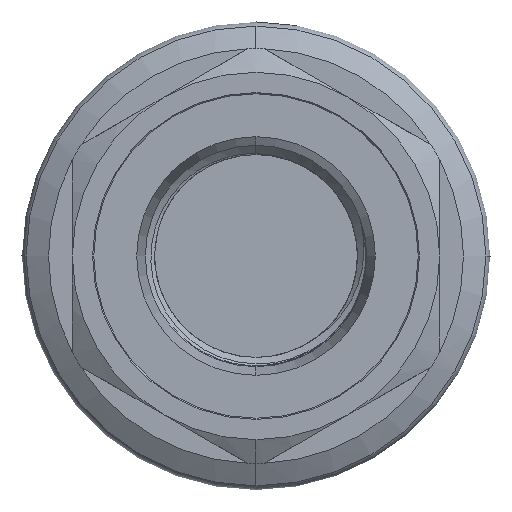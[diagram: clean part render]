
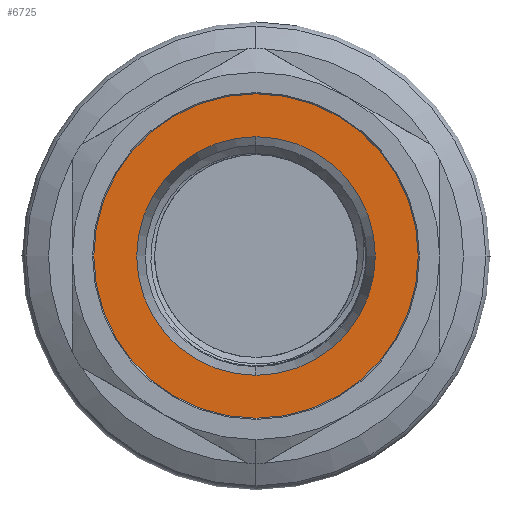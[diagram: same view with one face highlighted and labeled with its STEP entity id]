
A CAD part, left-side view. The second image highlights one B-rep face of the part: STEP entity #6725.
In plain terms, the highlighted planar face has unit normal (-1, 0, 0).
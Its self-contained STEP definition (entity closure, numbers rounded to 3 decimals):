
#247 = DIRECTION ( 'NONE',  ( 0., 0., 1. ) ) ;
#248 = DIRECTION ( 'NONE',  ( -1., 0., 0. ) ) ;
#249 = CARTESIAN_POINT ( 'NONE',  ( 0.4, 0., 0. ) ) ;
#934 = AXIS2_PLACEMENT_3D ( 'NONE', #249, #248, #247 ) ;
#977 = EDGE_CURVE ( 'NONE', #3734, #3733, #7010, .T. ) ;
#1041 = EDGE_CURVE ( 'NONE', #3733, #3734, #8166, .T. ) ;
#1053 = EDGE_CURVE ( 'NONE', #3731, #3732, #8181, .T. ) ;
#1505 = EDGE_LOOP ( 'NONE', ( #7088, #7089 ) ) ;
#2375 = DIRECTION ( 'NONE',  ( 0., 0., 1. ) ) ;
#2376 = DIRECTION ( 'NONE',  ( -1., 0., 0. ) ) ;
#2377 = CARTESIAN_POINT ( 'NONE',  ( 0.4, 0., 0. ) ) ;
#2456 = DIRECTION ( 'NONE',  ( 0., 0., 1. ) ) ;
#2457 = DIRECTION ( 'NONE',  ( -1., 0., 0. ) ) ;
#2458 = CARTESIAN_POINT ( 'NONE',  ( 0.4, 0., 0. ) ) ;
#2749 = DIRECTION ( 'NONE',  ( 0., 0., 1. ) ) ;
#2750 = DIRECTION ( 'NONE',  ( -1., 0., 0. ) ) ;
#2755 = PLANE ( 'NONE',  #4005 ) ;
#2756 = CARTESIAN_POINT ( 'NONE',  ( 0.4, 14., 0. ) ) ;
#2879 = DIRECTION ( 'NONE',  ( 0., 0., 1. ) ) ;
#2880 = DIRECTION ( 'NONE',  ( -1., 0., 0. ) ) ;
#2881 = CARTESIAN_POINT ( 'NONE',  ( 0.4, 0., 0. ) ) ;
#3731 = VERTEX_POINT ( 'NONE', #6061 ) ;
#3732 = VERTEX_POINT ( 'NONE', #6060 ) ;
#3733 = VERTEX_POINT ( 'NONE', #6058 ) ;
#3734 = VERTEX_POINT ( 'NONE', #6057 ) ;
#4005 = AXIS2_PLACEMENT_3D ( 'NONE', #2756, #2750, #2749 ) ;
#4009 = AXIS2_PLACEMENT_3D ( 'NONE', #2881, #2880, #2879 ) ;
#4258 = AXIS2_PLACEMENT_3D ( 'NONE', #2377, #2376, #2375 ) ;
#4360 = AXIS2_PLACEMENT_3D ( 'NONE', #2458, #2457, #2456 ) ;
#6057 = CARTESIAN_POINT ( 'NONE',  ( 0.4, 0., 10.3 ) ) ;
#6058 = CARTESIAN_POINT ( 'NONE',  ( 0.4, 0., -10.3 ) ) ;
#6060 = CARTESIAN_POINT ( 'NONE',  ( 0.4, 0., 14. ) ) ;
#6061 = CARTESIAN_POINT ( 'NONE',  ( 0.4, 0., -14. ) ) ;
#6345 = FACE_OUTER_BOUND ( 'NONE', #1505, .T. ) ;
#6350 = FACE_BOUND ( 'NONE', #7827, .T. ) ;
#6363 = CIRCLE ( 'NONE', #4009, 14. ) ;
#6725 = ADVANCED_FACE ( 'NONE', ( #6345, #6350 ), #2755, .T. ) ;
#7010 = CIRCLE ( 'NONE', #934, 10.3 ) ;
#7088 = ORIENTED_EDGE ( 'NONE', *, *, #7494, .T. ) ;
#7089 = ORIENTED_EDGE ( 'NONE', *, *, #1053, .T. ) ;
#7090 = ORIENTED_EDGE ( 'NONE', *, *, #977, .F. ) ;
#7091 = ORIENTED_EDGE ( 'NONE', *, *, #1041, .F. ) ;
#7494 = EDGE_CURVE ( 'NONE', #3732, #3731, #6363, .T. ) ;
#7827 = EDGE_LOOP ( 'NONE', ( #7090, #7091 ) ) ;
#8166 = CIRCLE ( 'NONE', #4360, 10.3 ) ;
#8181 = CIRCLE ( 'NONE', #4258, 14. ) ;
